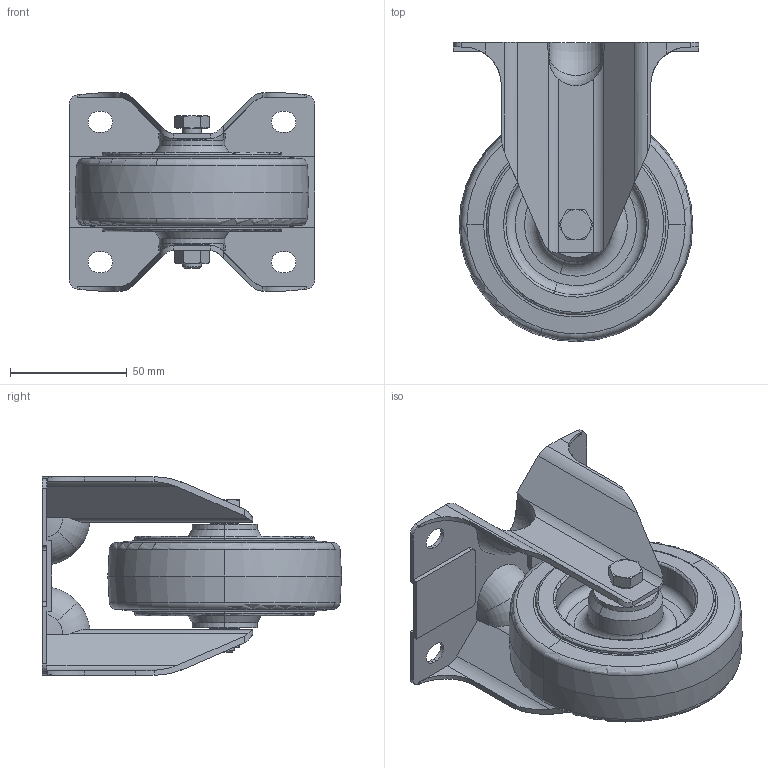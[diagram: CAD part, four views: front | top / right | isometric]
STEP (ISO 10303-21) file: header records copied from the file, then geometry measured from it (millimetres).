
FILE_DESCRIPTION (( 'STEP AP214' ), '1' );
FILE_NAME ('F003516_3D.step', '2022-11-21T18:18:58', ( '' ), ( '' ), 'SwSTEP 2.0', 'SolidWorks 2020', '' );
FILE_SCHEMA (( 'AUTOMOTIVE_DESIGN' ));
Length unit declared in the file: millimetre
Products named in the file (1): F003516_3D
Bounding box: 105 x 128 x 85 mm (x, y, z)
Volume: 240450 mm3; surface area: 76453.7 mm2
Topology: 3 solids, 3 shells, 261 faces, 698 edges, 456 vertices
Faces by surface type: plane 107, cylinder 90, cone 34, torus 30
Entity records: 12293 total; most frequent: CARTESIAN_POINT 2882, ORIENTED_EDGE 1388, DIRECTION 1326, EDGE_CURVE 694, AXIS2_PLACEMENT_3D 502, VERTEX_POINT 456, VECTOR 322, LINE 322
